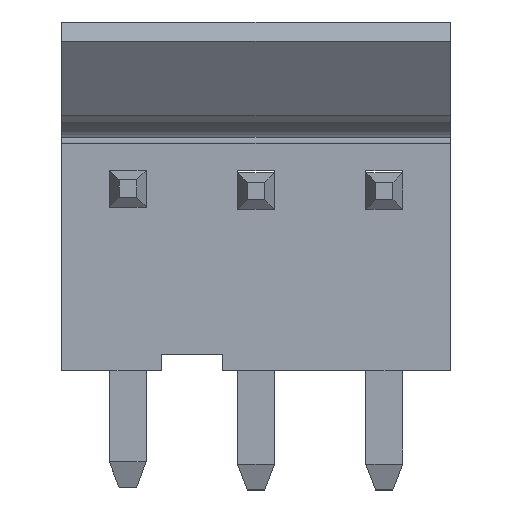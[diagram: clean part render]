
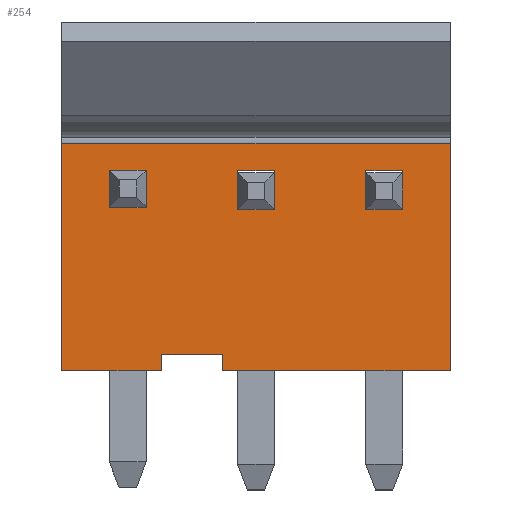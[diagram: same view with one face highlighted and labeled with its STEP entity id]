
A CAD part, top view. The second image highlights one B-rep face of the part: STEP entity #254.
In plain terms, the highlighted planar face has unit normal (0, 0, 1).
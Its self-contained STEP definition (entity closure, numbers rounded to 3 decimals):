
#254 = ADVANCED_FACE( '', ( #492, #493, #494, #495 ), #496, .T. );
#492 = FACE_BOUND( '', #731, .T. );
#493 = FACE_BOUND( '', #732, .T. );
#494 = FACE_BOUND( '', #733, .T. );
#495 = FACE_OUTER_BOUND( '', #734, .T. );
#496 = PLANE( '', #735 );
#731 = EDGE_LOOP( '', ( #1254, #1255, #1256, #1257 ) );
#732 = EDGE_LOOP( '', ( #1258, #1259, #1260, #1261 ) );
#733 = EDGE_LOOP( '', ( #1262, #1263, #1264, #1265 ) );
#734 = EDGE_LOOP( '', ( #1266, #1267, #1268, #1269, #1270, #1271, #1272, #1273 ) );
#735 = AXIS2_PLACEMENT_3D( '', #1274, #1275, #1276 );
#1254 = ORIENTED_EDGE( '', *, *, #1682, .T. );
#1255 = ORIENTED_EDGE( '', *, *, #1506, .T. );
#1256 = ORIENTED_EDGE( '', *, *, #1683, .T. );
#1257 = ORIENTED_EDGE( '', *, *, #1491, .T. );
#1258 = ORIENTED_EDGE( '', *, *, #1663, .T. );
#1259 = ORIENTED_EDGE( '', *, *, #1677, .T. );
#1260 = ORIENTED_EDGE( '', *, *, #1611, .T. );
#1261 = ORIENTED_EDGE( '', *, *, #1655, .T. );
#1262 = ORIENTED_EDGE( '', *, *, #1684, .T. );
#1263 = ORIENTED_EDGE( '', *, *, #1685, .T. );
#1264 = ORIENTED_EDGE( '', *, *, #1686, .T. );
#1265 = ORIENTED_EDGE( '', *, *, #1687, .T. );
#1266 = ORIENTED_EDGE( '', *, *, #1549, .T. );
#1267 = ORIENTED_EDGE( '', *, *, #1647, .T. );
#1268 = ORIENTED_EDGE( '', *, *, #1688, .T. );
#1269 = ORIENTED_EDGE( '', *, *, #1668, .T. );
#1270 = ORIENTED_EDGE( '', *, *, #1607, .T. );
#1271 = ORIENTED_EDGE( '', *, *, #1599, .F. );
#1272 = ORIENTED_EDGE( '', *, *, #1689, .F. );
#1273 = ORIENTED_EDGE( '', *, *, #1640, .T. );
#1274 = CARTESIAN_POINT( '', ( -5.995, -1.975, 1.6 ) );
#1275 = DIRECTION( '', ( 0., 0., 1. ) );
#1276 = DIRECTION( '', ( 0., -1., 0. ) );
#1491 = EDGE_CURVE( '', #1766, #1764, #1767, .T. );
#1506 = EDGE_CURVE( '', #1793, #1791, #1794, .T. );
#1549 = EDGE_CURVE( '', #1869, #1867, #1870, .T. );
#1599 = EDGE_CURVE( '', #1942, #1944, #1945, .T. );
#1607 = EDGE_CURVE( '', #1956, #1944, #1957, .T. );
#1611 = EDGE_CURVE( '', #1963, #1961, #1964, .T. );
#1640 = EDGE_CURVE( '', #2003, #1869, #2004, .T. );
#1647 = EDGE_CURVE( '', #1867, #2012, #2014, .T. );
#1655 = EDGE_CURVE( '', #1961, #2023, #2025, .T. );
#1663 = EDGE_CURVE( '', #2023, #2033, #2035, .T. );
#1668 = EDGE_CURVE( '', #2040, #1956, #2041, .T. );
#1677 = EDGE_CURVE( '', #2033, #1963, #2050, .T. );
#1682 = EDGE_CURVE( '', #1764, #1793, #2055, .T. );
#1683 = EDGE_CURVE( '', #1791, #1766, #2056, .T. );
#1684 = EDGE_CURVE( '', #2057, #2058, #2059, .T. );
#1685 = EDGE_CURVE( '', #2058, #2060, #2061, .T. );
#1686 = EDGE_CURVE( '', #2060, #2062, #2063, .T. );
#1687 = EDGE_CURVE( '', #2062, #2057, #2064, .T. );
#1688 = EDGE_CURVE( '', #2012, #2040, #2065, .T. );
#1689 = EDGE_CURVE( '', #2003, #1942, #2066, .T. );
#1764 = VERTEX_POINT( '', #2156 );
#1766 = VERTEX_POINT( '', #2159 );
#1767 = LINE( '', #2160, #2161 );
#1791 = VERTEX_POINT( '', #2195 );
#1793 = VERTEX_POINT( '', #2198 );
#1794 = LINE( '', #2199, #2200 );
#1867 = VERTEX_POINT( '', #2306 );
#1869 = VERTEX_POINT( '', #2309 );
#1870 = LINE( '', #2310, #2311 );
#1942 = VERTEX_POINT( '', #2415 );
#1944 = VERTEX_POINT( '', #2418 );
#1945 = LINE( '', #2419, #2420 );
#1956 = VERTEX_POINT( '', #2436 );
#1957 = LINE( '', #2437, #2438 );
#1961 = VERTEX_POINT( '', #2443 );
#1963 = VERTEX_POINT( '', #2446 );
#1964 = LINE( '', #2447, #2448 );
#2003 = VERTEX_POINT( '', #2506 );
#2004 = LINE( '', #2507, #2508 );
#2012 = VERTEX_POINT( '', #2518 );
#2014 = LINE( '', #2521, #2522 );
#2023 = VERTEX_POINT( '', #2533 );
#2025 = LINE( '', #2536, #2537 );
#2033 = VERTEX_POINT( '', #2548 );
#2035 = LINE( '', #2551, #2552 );
#2040 = VERTEX_POINT( '', #2559 );
#2041 = LINE( '', #2560, #2561 );
#2050 = LINE( '', #2574, #2575 );
#2055 = LINE( '', #2582, #2583 );
#2056 = LINE( '', #2584, #2585 );
#2057 = VERTEX_POINT( '', #2586 );
#2058 = VERTEX_POINT( '', #2587 );
#2059 = LINE( '', #2588, #2589 );
#2060 = VERTEX_POINT( '', #2590 );
#2061 = LINE( '', #2591, #2592 );
#2062 = VERTEX_POINT( '', #2593 );
#2063 = LINE( '', #2594, #2595 );
#2064 = LINE( '', #2596, #2597 );
#2065 = LINE( '', #2598, #2599 );
#2066 = LINE( '', #2600, #2601 );
#2156 = CARTESIAN_POINT( '', ( 4.53, 3.055, 1.6 ) );
#2159 = CARTESIAN_POINT( '', ( 4.53, 4.195, 1.6 ) );
#2160 = CARTESIAN_POINT( '', ( 4.53, 4.195, 1.6 ) );
#2161 = VECTOR( '', #2686, 1000. );
#2195 = CARTESIAN_POINT( '', ( 3.39, 4.195, 1.6 ) );
#2198 = CARTESIAN_POINT( '', ( 3.39, 3.055, 1.6 ) );
#2199 = CARTESIAN_POINT( '', ( 3.39, 3.055, 1.6 ) );
#2200 = VECTOR( '', #2698, 1000. );
#2306 = CARTESIAN_POINT( '', ( -2.93, -1.975, 1.6 ) );
#2309 = CARTESIAN_POINT( '', ( -5.995, -1.975, 1.6 ) );
#2310 = CARTESIAN_POINT( '', ( -5.995, -1.975, 1.6 ) );
#2311 = VECTOR( '', #2739, 1000. );
#2415 = CARTESIAN_POINT( '', ( 5.995, 5.025, 1.6 ) );
#2418 = CARTESIAN_POINT( '', ( 5.995, -1.975, 1.6 ) );
#2419 = CARTESIAN_POINT( '', ( 5.995, -1.975, 1.6 ) );
#2420 = VECTOR( '', #2785, 1000. );
#2436 = CARTESIAN_POINT( '', ( -1.03, -1.975, 1.6 ) );
#2437 = CARTESIAN_POINT( '', ( -5.995, -1.975, 1.6 ) );
#2438 = VECTOR( '', #2794, 1000. );
#2443 = CARTESIAN_POINT( '', ( -3.39, 4.195, 1.6 ) );
#2446 = CARTESIAN_POINT( '', ( -4.53, 4.195, 1.6 ) );
#2447 = CARTESIAN_POINT( '', ( -4.53, 4.195, 1.6 ) );
#2448 = VECTOR( '', #2797, 1000. );
#2506 = CARTESIAN_POINT( '', ( -5.995, 5.025, 1.6 ) );
#2507 = CARTESIAN_POINT( '', ( -5.995, -1.975, 1.6 ) );
#2508 = VECTOR( '', #2823, 1000. );
#2518 = CARTESIAN_POINT( '', ( -2.93, -1.475, 1.6 ) );
#2521 = CARTESIAN_POINT( '', ( -2.93, -1.975, 1.6 ) );
#2522 = VECTOR( '', #2833, 1000. );
#2533 = CARTESIAN_POINT( '', ( -3.39, 3.055, 1.6 ) );
#2536 = CARTESIAN_POINT( '', ( -3.39, 4.195, 1.6 ) );
#2537 = VECTOR( '', #2840, 1000. );
#2548 = CARTESIAN_POINT( '', ( -4.53, 3.055, 1.6 ) );
#2551 = CARTESIAN_POINT( '', ( -3.39, 3.055, 1.6 ) );
#2552 = VECTOR( '', #2845, 1000. );
#2559 = CARTESIAN_POINT( '', ( -1.03, -1.475, 1.6 ) );
#2560 = CARTESIAN_POINT( '', ( -1.03, -1.475, 1.6 ) );
#2561 = VECTOR( '', #2848, 1000. );
#2574 = CARTESIAN_POINT( '', ( -4.53, 3.055, 1.6 ) );
#2575 = VECTOR( '', #2853, 1000. );
#2582 = CARTESIAN_POINT( '', ( 4.53, 3.055, 1.6 ) );
#2583 = VECTOR( '', #2856, 1000. );
#2584 = CARTESIAN_POINT( '', ( 3.39, 4.195, 1.6 ) );
#2585 = VECTOR( '', #2857, 1000. );
#2586 = CARTESIAN_POINT( '', ( 0.57, 3.055, 1.6 ) );
#2587 = CARTESIAN_POINT( '', ( -0.57, 3.055, 1.6 ) );
#2588 = CARTESIAN_POINT( '', ( 0.57, 3.055, 1.6 ) );
#2589 = VECTOR( '', #2858, 1000. );
#2590 = CARTESIAN_POINT( '', ( -0.57, 4.195, 1.6 ) );
#2591 = CARTESIAN_POINT( '', ( -0.57, 3.055, 1.6 ) );
#2592 = VECTOR( '', #2859, 1000. );
#2593 = CARTESIAN_POINT( '', ( 0.57, 4.195, 1.6 ) );
#2594 = CARTESIAN_POINT( '', ( -0.57, 4.195, 1.6 ) );
#2595 = VECTOR( '', #2860, 1000. );
#2596 = CARTESIAN_POINT( '', ( 0.57, 4.195, 1.6 ) );
#2597 = VECTOR( '', #2861, 1000. );
#2598 = CARTESIAN_POINT( '', ( -2.93, -1.475, 1.6 ) );
#2599 = VECTOR( '', #2862, 1000. );
#2600 = CARTESIAN_POINT( '', ( -5.995, 5.025, 1.6 ) );
#2601 = VECTOR( '', #2863, 1000. );
#2686 = DIRECTION( '', ( 0., -1., 0. ) );
#2698 = DIRECTION( '', ( 0., 1., 0. ) );
#2739 = DIRECTION( '', ( 1., 0., 0. ) );
#2785 = DIRECTION( '', ( 0., -1., 0. ) );
#2794 = DIRECTION( '', ( 1., 0., 0. ) );
#2797 = DIRECTION( '', ( 1., 0., 0. ) );
#2823 = DIRECTION( '', ( 0., -1., 0. ) );
#2833 = DIRECTION( '', ( 0., 1., 0. ) );
#2840 = DIRECTION( '', ( 0., -1., 0. ) );
#2845 = DIRECTION( '', ( -1., 0., 0. ) );
#2848 = DIRECTION( '', ( 0., -1., 0. ) );
#2853 = DIRECTION( '', ( 0., 1., 0. ) );
#2856 = DIRECTION( '', ( -1., 0., 0. ) );
#2857 = DIRECTION( '', ( 1., 0., 0. ) );
#2858 = DIRECTION( '', ( -1., 0., 0. ) );
#2859 = DIRECTION( '', ( 0., 1., 0. ) );
#2860 = DIRECTION( '', ( 1., 0., 0. ) );
#2861 = DIRECTION( '', ( 0., -1., 0. ) );
#2862 = DIRECTION( '', ( 1., 0., 0. ) );
#2863 = DIRECTION( '', ( 1., 0., 0. ) );
